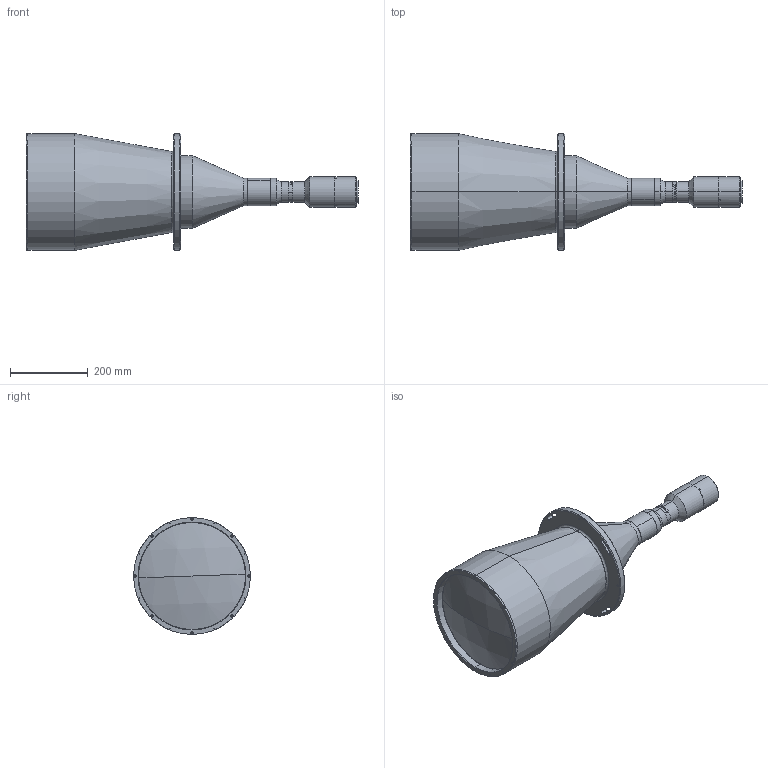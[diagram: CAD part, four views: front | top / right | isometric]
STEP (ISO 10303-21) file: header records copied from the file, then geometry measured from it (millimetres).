
FILE_DESCRIPTION (( 'STEP AP203' ), '1' );
FILE_NAME ('XF-PTL26844-M58-11.48.STEP', '2019-07-22T02:34:44', ( 'puyufan' ), ( '' ), 'SwSTEP 2.0', 'SolidWorks 2014', '' );
FILE_SCHEMA (( 'CONFIG_CONTROL_DESIGN' ));
Length unit declared in the file: millimetre
Products named in the file (1): XF-PTL26844-M58-11.48
Bounding box: 853 x 300 x 300 mm (x, y, z)
Surface area: 702648.9 mm2 (no closed solid volume)
Topology: 0 solids, 36 shells, 272 faces, 1170 edges, 932 vertices
Faces by surface type: cylinder 132, plane 92, torus 24, cone 22, sphere 2
Entity records: 16366 total; most frequent: CARTESIAN_POINT 6682, DIRECTION 2028, ORIENTED_EDGE 1709, EDGE_CURVE 1170, VERTEX_POINT 932, AXIS2_PLACEMENT_3D 771, CIRCLE 498, LINE 486
